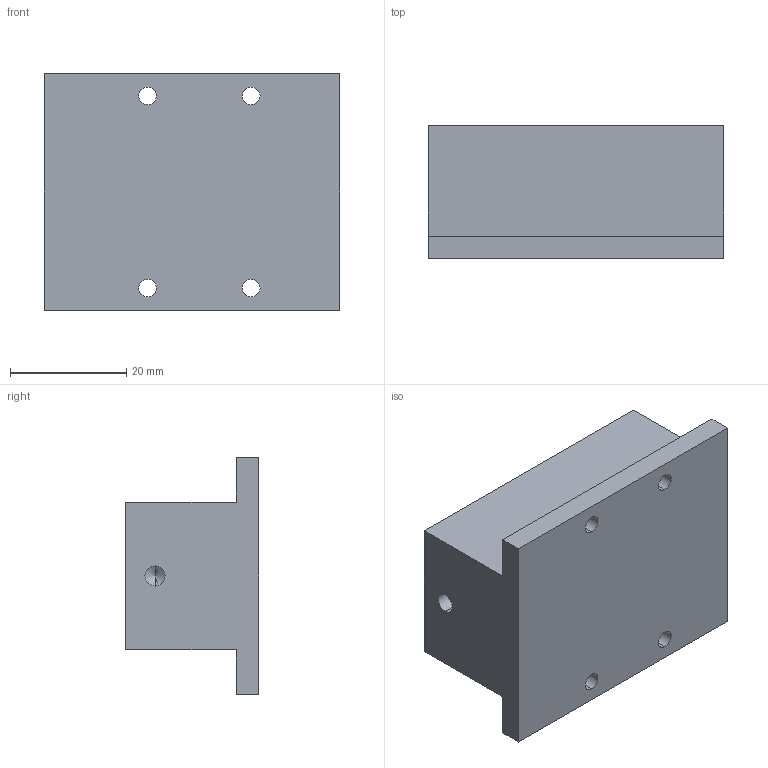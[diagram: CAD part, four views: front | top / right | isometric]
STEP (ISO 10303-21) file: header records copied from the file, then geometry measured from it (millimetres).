
FILE_DESCRIPTION (( 'STEP AP214' ), '1' );
FILE_NAME ('sample chuck.STEP', '2021-06-18T20:45:59', ( '' ), ( '' ), 'SwSTEP 2.0', 'SolidWorks 2017', '' );
FILE_SCHEMA (( 'AUTOMOTIVE_DESIGN' ));
Length unit declared in the file: inch
Products named in the file (1): sample chuck
Bounding box: 50.8 x 22.86 x 40.64 mm (x, y, z)
Volume: 28828.1 mm3; surface area: 9651.6 mm2
Topology: 1 solids, 1 shells, 38 faces, 94 edges, 58 vertices
Faces by surface type: cylinder 18, plane 12, cone 8
Entity records: 1202 total; most frequent: CARTESIAN_POINT 229, DIRECTION 204, ORIENTED_EDGE 180, EDGE_CURVE 90, AXIS2_PLACEMENT_3D 77, VERTEX_POINT 58, EDGE_LOOP 52, VECTOR 50
